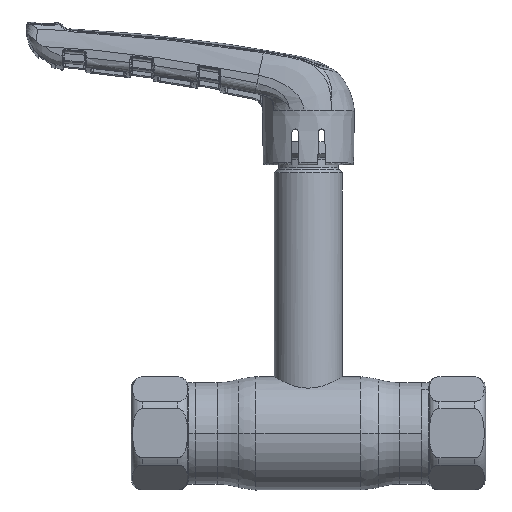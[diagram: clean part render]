
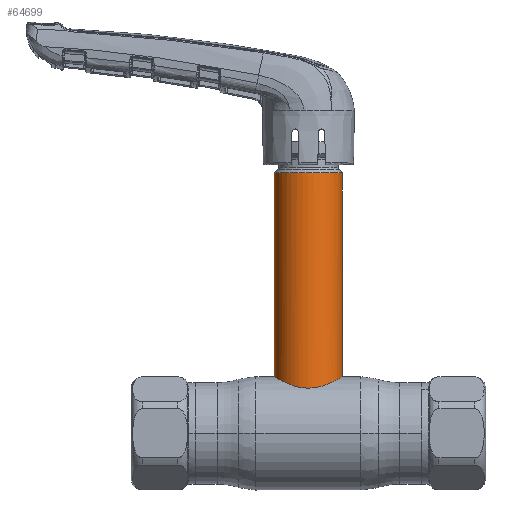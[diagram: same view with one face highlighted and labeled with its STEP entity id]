
A CAD part, top view. The second image highlights one B-rep face of the part: STEP entity #64699.
In plain terms, the highlighted cylindrical face has radius 9 mm (diameter 18 mm), a partial arc.
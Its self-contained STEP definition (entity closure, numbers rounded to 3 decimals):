
#1830 = CARTESIAN_POINT ( 'NONE',  ( -9., 15., 0. ) ) ;
#2171 = CARTESIAN_POINT ( 'NONE',  ( -7.781, 14.299, 4.56 ) ) ;
#2544 = CARTESIAN_POINT ( 'NONE',  ( 4.026, 12.655, 8.055 ) ) ;
#3271 = CARTESIAN_POINT ( 'NONE',  ( -0.308, 12., 9. ) ) ;
#7077 = VERTEX_POINT ( 'NONE', #52542 ) ;
#7682 = CARTESIAN_POINT ( 'NONE',  ( 2.086, 12.176, 8.76 ) ) ;
#8023 = CARTESIAN_POINT ( 'NONE',  ( -5.492, 13.196, 7.136 ) ) ;
#8402 = CARTESIAN_POINT ( 'NONE',  ( -8.938, 14.963, 1.209 ) ) ;
#8546 = FACE_OUTER_BOUND ( 'NONE', #57512, .T. ) ;
#10533 = AXIS2_PLACEMENT_3D ( 'NONE', #52783, #24235, #35818 ) ;
#13191 = CARTESIAN_POINT ( 'NONE',  ( -2.963, 12.35, 8.518 ) ) ;
#13691 = CYLINDRICAL_SURFACE ( 'NONE', #10533, 9. ) ;
#14282 = CARTESIAN_POINT ( 'NONE',  ( -1.213, 12.057, 8.923 ) ) ;
#14633 = CARTESIAN_POINT ( 'NONE',  ( 9., 15., 0.305 ) ) ;
#14986 = CARTESIAN_POINT ( 'NONE',  ( 9., 15., 0. ) ) ;
#17172 = EDGE_CURVE ( 'NONE', #7077, #18874, #68595, .T. ) ;
#17205 = ORIENTED_EDGE ( 'NONE', *, *, #31328, .T. ) ;
#17268 = LINE ( 'NONE', #55277, #18108 ) ;
#18108 = VECTOR ( 'NONE', #61076, 1000. ) ;
#18405 = DIRECTION ( 'NONE',  ( 0., -1., 0. ) ) ;
#18874 = VERTEX_POINT ( 'NONE', #60850 ) ;
#18998 = CARTESIAN_POINT ( 'NONE',  ( -4.037, 12.65, 8.065 ) ) ;
#20088 = CARTESIAN_POINT ( 'NONE',  ( 2.947, 12.353, 8.509 ) ) ;
#20443 = CARTESIAN_POINT ( 'NONE',  ( 8.759, 14.857, 2.09 ) ) ;
#21157 = CARTESIAN_POINT ( 'NONE',  ( 6.756, 13.77, 5.953 ) ) ;
#21196 = AXIS2_PLACEMENT_3D ( 'NONE', #57470, #18405, #46273 ) ;
#24090 = CARTESIAN_POINT ( 'NONE',  ( -9., 15., 0.611 ) ) ;
#24235 = DIRECTION ( 'NONE',  ( 0., -1., 0. ) ) ;
#24589 = CARTESIAN_POINT ( 'NONE',  ( 9., 15., 0. ) ) ;
#24816 = CARTESIAN_POINT ( 'NONE',  ( 4.539, 12.827, 7.777 ) ) ;
#25179 = CARTESIAN_POINT ( 'NONE',  ( -8.7, 14.821, 2.382 ) ) ;
#25539 = CARTESIAN_POINT ( 'NONE',  ( 1.205, 12.046, 8.939 ) ) ;
#26264 = CARTESIAN_POINT ( 'NONE',  ( 8.059, 14.454, 4.05 ) ) ;
#26624 = CARTESIAN_POINT ( 'NONE',  ( 8.984, 14.991, 0.611 ) ) ;
#29935 = CARTESIAN_POINT ( 'NONE',  ( 3.223, 12.423, 8.408 ) ) ;
#29991 = EDGE_CURVE ( 'NONE', #18874, #44134, #69002, .T. ) ;
#31096 = DIRECTION ( 'NONE',  ( 0., -1., 0. ) ) ;
#31328 = EDGE_CURVE ( 'NONE', #44134, #36606, #54926, .T. ) ;
#31378 = CARTESIAN_POINT ( 'NONE',  ( 8.406, 14.651, 3.229 ) ) ;
#31731 = CARTESIAN_POINT ( 'NONE',  ( 8.509, 14.711, 2.947 ) ) ;
#35818 = DIRECTION ( 'NONE',  ( -1., 0., 0. ) ) ;
#36386 = CARTESIAN_POINT ( 'NONE',  ( -0.613, 12.012, 8.984 ) ) ;
#36606 = VERTEX_POINT ( 'NONE', #24589 ) ;
#37088 = CARTESIAN_POINT ( 'NONE',  ( 4.789, 12.918, 7.626 ) ) ;
#40710 = CARTESIAN_POINT ( 'NONE',  ( -4.543, 12.824, 7.791 ) ) ;
#41079 = CARTESIAN_POINT ( 'NONE',  ( -1.509, 12.091, 8.878 ) ) ;
#41510 = CARTESIAN_POINT ( 'NONE',  ( -9., 0., 0. ) ) ;
#42526 = CARTESIAN_POINT ( 'NONE',  ( 7.124, 13.954, 5.508 ) ) ;
#42866 = CARTESIAN_POINT ( 'NONE',  ( 8.878, 14.927, 1.506 ) ) ;
#44021 = ORIENTED_EDGE ( 'NONE', *, *, #29991, .T. ) ;
#44134 = VERTEX_POINT ( 'NONE', #55309 ) ;
#46147 = CARTESIAN_POINT ( 'NONE',  ( -7.126, 13.954, 5.528 ) ) ;
#46273 = DIRECTION ( 'NONE',  ( -1., 0., 0. ) ) ;
#47235 = CARTESIAN_POINT ( 'NONE',  ( -8.06, 14.454, 4.048 ) ) ;
#48644 = CARTESIAN_POINT ( 'NONE',  ( 6.56, 13.675, 6.169 ) ) ;
#51905 = CARTESIAN_POINT ( 'NONE',  ( 3.763, 12.574, 8.181 ) ) ;
#52277 = CARTESIAN_POINT ( 'NONE',  ( -2.387, 12.221, 8.698 ) ) ;
#52542 = CARTESIAN_POINT ( 'NONE',  ( 9., 69.069, 0. ) ) ;
#52783 = CARTESIAN_POINT ( 'NONE',  ( 0., 0., 0. ) ) ;
#52998 = CARTESIAN_POINT ( 'NONE',  ( -5.259, 13.1, 7.309 ) ) ;
#54775 = CARTESIAN_POINT ( 'NONE',  ( 7.781, 14.299, 4.56 ) ) ;
#54926 = B_SPLINE_CURVE_WITH_KNOTS ( 'NONE', 3,
 ( #1830, #24090, #8402, #25179, #58436, #47235, #2171, #46147, #69284, #63870, #68209, #8023, #52998, #40710, #18998, #13191, #52277, #41079, #14282, #36386, #3271, #63164, #25539, #7682, #69650, #20088, #29935, #51905, #2544, #24816, #37088, #59144, #64935, #48644, #21157, #42526, #70015, #54775, #26264, #31378, #31731, #64238, #20443, #42866, #59511, #26624, #14633, #14986 ),
 .UNSPECIFIED., .F., .F.,
 ( 4, 2, 2, 2, 2, 2, 2, 2, 2, 2, 2, 2, 2, 2, 2, 2, 2, 2, 2, 2, 2, 2, 2, 4 ),
 ( 0., 0.002, 0.004, 0.005, 0.007, 0.008, 0.009, 0.011, 0.013, 0.014, 0.014, 0.016, 0.017, 0.018, 0.019, 0.02, 0.022, 0.023, 0.023, 0.025, 0.026, 0.027, 0.028, 0.029 ),
 .UNSPECIFIED. ) ;
#55277 = CARTESIAN_POINT ( 'NONE',  ( 9., 0., 0. ) ) ;
#55309 = CARTESIAN_POINT ( 'NONE',  ( -9., 15., 0. ) ) ;
#57080 = EDGE_CURVE ( 'NONE', #7077, #36606, #17268, .T. ) ;
#57470 = CARTESIAN_POINT ( 'NONE',  ( 0., 69.069, 0. ) ) ;
#57512 = EDGE_LOOP ( 'NONE', ( #68302, #62035, #44021, #17205 ) ) ;
#58290 = VECTOR ( 'NONE', #31096, 1000. ) ;
#58436 = CARTESIAN_POINT ( 'NONE',  ( -8.519, 14.715, 2.961 ) ) ;
#59144 = CARTESIAN_POINT ( 'NONE',  ( 5.507, 13.196, 7.142 ) ) ;
#59511 = CARTESIAN_POINT ( 'NONE',  ( 8.923, 14.954, 1.21 ) ) ;
#60850 = CARTESIAN_POINT ( 'NONE',  ( -9., 69.069, 0. ) ) ;
#61076 = DIRECTION ( 'NONE',  ( 0., -1., 0. ) ) ;
#62035 = ORIENTED_EDGE ( 'NONE', *, *, #17172, .T. ) ;
#63164 = CARTESIAN_POINT ( 'NONE',  ( 0.606, 12., 9. ) ) ;
#63870 = CARTESIAN_POINT ( 'NONE',  ( -6.15, 13.483, 6.577 ) ) ;
#64238 = CARTESIAN_POINT ( 'NONE',  ( 8.685, 14.813, 2.378 ) ) ;
#64699 = ADVANCED_FACE ( 'NONE', ( #8546 ), #13691, .T. ) ;
#64935 = CARTESIAN_POINT ( 'NONE',  ( 5.948, 13.389, 6.778 ) ) ;
#68209 = CARTESIAN_POINT ( 'NONE',  ( -5.937, 13.387, 6.77 ) ) ;
#68302 = ORIENTED_EDGE ( 'NONE', *, *, #57080, .F. ) ;
#68595 = CIRCLE ( 'NONE', #21196, 9. ) ;
#69002 = LINE ( 'NONE', #41510, #58290 ) ;
#69284 = CARTESIAN_POINT ( 'NONE',  ( -6.758, 13.768, 5.971 ) ) ;
#69650 = CARTESIAN_POINT ( 'NONE',  ( 2.378, 12.23, 8.685 ) ) ;
#70015 = CARTESIAN_POINT ( 'NONE',  ( 7.296, 14.043, 5.277 ) ) ;
